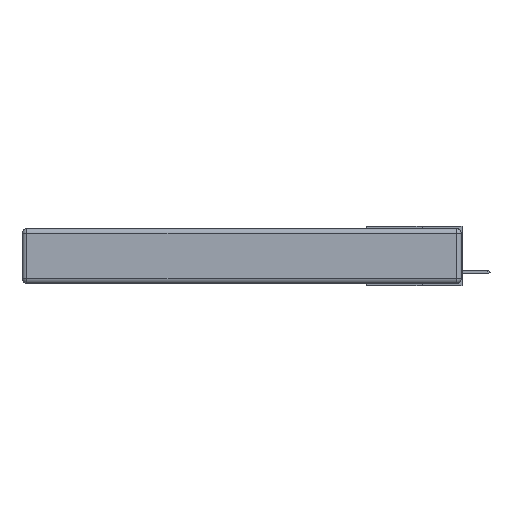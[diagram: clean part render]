
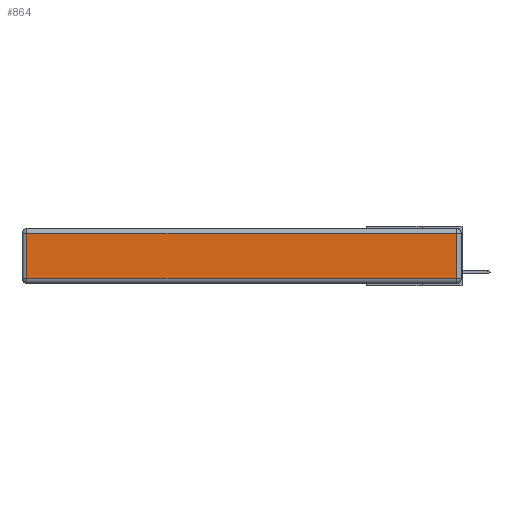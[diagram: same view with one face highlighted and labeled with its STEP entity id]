
A CAD part, left-side view. The second image highlights one B-rep face of the part: STEP entity #864.
In plain terms, the highlighted planar face has unit normal (-1, 0, 0).
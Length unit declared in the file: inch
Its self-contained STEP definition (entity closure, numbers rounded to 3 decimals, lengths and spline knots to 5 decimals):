
#864 = ADVANCED_FACE ( 'NONE', ( #26396 ), #6744, .T. ) ;
#4379 = DIRECTION ( 'NONE',  ( 0., -1., 0. ) ) ;
#4535 = ORIENTED_EDGE ( 'NONE', *, *, #25611, .T. ) ;
#5439 = CARTESIAN_POINT ( 'NONE',  ( 0., 2.72, -0.03 ) ) ;
#6620 = CARTESIAN_POINT ( 'NONE',  ( 0., 0., -0.313 ) ) ;
#6744 = PLANE ( 'NONE',  #28249 ) ;
#6945 = ORIENTED_EDGE ( 'NONE', *, *, #14439, .T. ) ;
#10887 = VECTOR ( 'NONE', #12626, 39.37008 ) ;
#11692 = DIRECTION ( 'NONE',  ( -1., 0., 0. ) ) ;
#11896 = CARTESIAN_POINT ( 'NONE',  ( 0., 0., -0.343 ) ) ;
#11976 = DIRECTION ( 'NONE',  ( 0., 0., 1. ) ) ;
#12004 = ORIENTED_EDGE ( 'NONE', *, *, #29258, .T. ) ;
#12425 = VERTEX_POINT ( 'NONE', #19683 ) ;
#12475 = CARTESIAN_POINT ( 'NONE',  ( 0., 2.72, -0.343 ) ) ;
#12626 = DIRECTION ( 'NONE',  ( 0., 1., 0. ) ) ;
#13074 = VERTEX_POINT ( 'NONE', #29957 ) ;
#13877 = LINE ( 'NONE', #19726, #10887 ) ;
#13937 = EDGE_CURVE ( 'NONE', #12425, #16777, #13877, .T. ) ;
#14439 = EDGE_CURVE ( 'NONE', #16777, #13074, #22605, .T. ) ;
#14865 = CARTESIAN_POINT ( 'NONE',  ( 0., 0.03, -0.343 ) ) ;
#15642 = VECTOR ( 'NONE', #4379, 39.37008 ) ;
#16777 = VERTEX_POINT ( 'NONE', #5439 ) ;
#19683 = CARTESIAN_POINT ( 'NONE',  ( 0., 0.03, -0.03 ) ) ;
#19726 = CARTESIAN_POINT ( 'NONE',  ( 0., 2.75, -0.03 ) ) ;
#20787 = EDGE_LOOP ( 'NONE', ( #4535, #12004, #27250, #6945 ) ) ;
#22503 = CARTESIAN_POINT ( 'NONE',  ( 0., 0.03, -0.313 ) ) ;
#22580 = LINE ( 'NONE', #6620, #15642 ) ;
#22605 = LINE ( 'NONE', #12475, #24419 ) ;
#22980 = VECTOR ( 'NONE', #11976, 39.37008 ) ;
#23177 = DIRECTION ( 'NONE',  ( 0., 0., 1. ) ) ;
#23821 = VERTEX_POINT ( 'NONE', #22503 ) ;
#24419 = VECTOR ( 'NONE', #28444, 39.37008 ) ;
#25611 = EDGE_CURVE ( 'NONE', #13074, #23821, #22580, .T. ) ;
#26396 = FACE_OUTER_BOUND ( 'NONE', #20787, .T. ) ;
#27250 = ORIENTED_EDGE ( 'NONE', *, *, #13937, .T. ) ;
#28249 = AXIS2_PLACEMENT_3D ( 'NONE', #11896, #11692, #23177 ) ;
#28444 = DIRECTION ( 'NONE',  ( 0., 0., -1. ) ) ;
#29181 = LINE ( 'NONE', #14865, #22980 ) ;
#29258 = EDGE_CURVE ( 'NONE', #23821, #12425, #29181, .T. ) ;
#29957 = CARTESIAN_POINT ( 'NONE',  ( 0., 2.72, -0.313 ) ) ;
